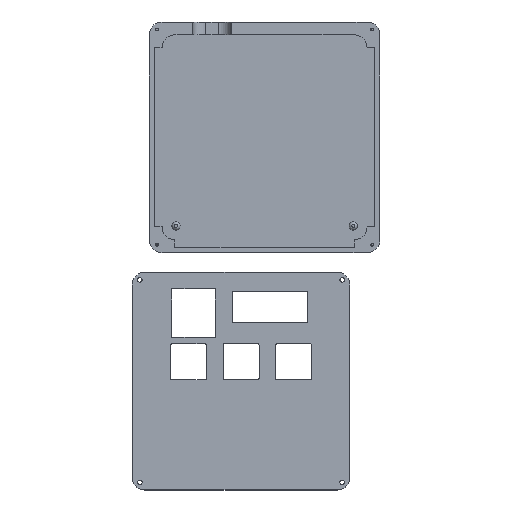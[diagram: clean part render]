
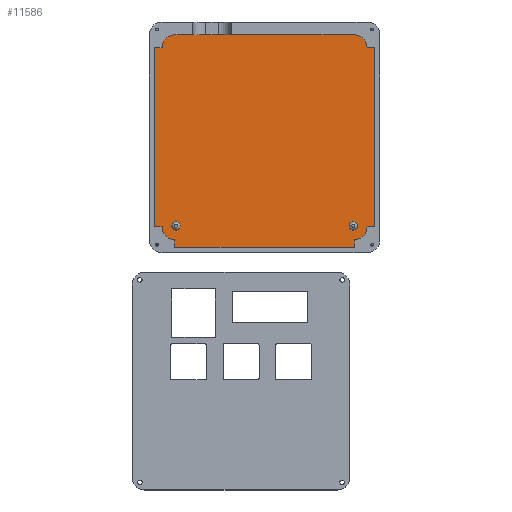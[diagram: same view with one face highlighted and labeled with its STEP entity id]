
A CAD part, top view. The second image highlights one B-rep face of the part: STEP entity #11586.
In plain terms, the highlighted planar face has unit normal (0, 0, 1).
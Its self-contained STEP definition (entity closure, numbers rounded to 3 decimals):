
#307=FACE_BOUND('',#1340,.T.);
#308=FACE_BOUND('',#1341,.T.);
#372=PLANE('',#12272);
#690=FACE_OUTER_BOUND('',#1339,.T.);
#1339=EDGE_LOOP('',(#8228,#8229,#8230,#8231,#8232,#8233,#8234,#8235,#8236,
#8237,#8238,#8239,#8240,#8241));
#1340=EDGE_LOOP('',(#8242));
#1341=EDGE_LOOP('',(#8243));
#1909=CIRCLE('',#12270,5.);
#1911=CIRCLE('',#12273,5.);
#1912=CIRCLE('',#12274,5.);
#1913=CIRCLE('',#12275,5.);
#1914=CIRCLE('',#12276,1.6);
#1915=CIRCLE('',#12277,1.6);
#2996=LINE('',#19532,#3853);
#3002=LINE('',#19544,#3859);
#3004=LINE('',#19547,#3861);
#3010=LINE('',#19564,#3867);
#3012=LINE('',#19570,#3869);
#3015=LINE('',#19575,#3872);
#3022=LINE('',#19593,#3879);
#3024=LINE('',#19599,#3881);
#3027=LINE('',#19604,#3884);
#3032=LINE('',#19625,#3889);
#3853=VECTOR('',#13027,10.);
#3859=VECTOR('',#13035,10.);
#3861=VECTOR('',#13039,10.);
#3867=VECTOR('',#13051,10.);
#3869=VECTOR('',#13055,10.);
#3872=VECTOR('',#13060,10.);
#3879=VECTOR('',#13073,10.);
#3881=VECTOR('',#13077,10.);
#3884=VECTOR('',#13082,10.);
#3889=VECTOR('',#13105,10.);
#4885=VERTEX_POINT('',#19528);
#4887=VERTEX_POINT('',#19531);
#4890=VERTEX_POINT('',#19538);
#4892=VERTEX_POINT('',#19542);
#4898=VERTEX_POINT('',#19558);
#4900=VERTEX_POINT('',#19562);
#4901=VERTEX_POINT('',#19566);
#4903=VERTEX_POINT('',#19569);
#4910=VERTEX_POINT('',#19587);
#4912=VERTEX_POINT('',#19591);
#4913=VERTEX_POINT('',#19595);
#4915=VERTEX_POINT('',#19598);
#4921=VERTEX_POINT('',#19615);
#4923=VERTEX_POINT('',#19623);
#4924=VERTEX_POINT('',#19626);
#4925=VERTEX_POINT('',#19628);
#6228=EDGE_CURVE('',#4885,#4887,#2996,.T.);
#6234=EDGE_CURVE('',#4890,#4892,#3002,.T.);
#6236=EDGE_CURVE('',#4892,#4887,#3004,.T.);
#6244=EDGE_CURVE('',#4898,#4900,#3010,.T.);
#6246=EDGE_CURVE('',#4901,#4903,#3012,.T.);
#6249=EDGE_CURVE('',#4900,#4903,#3015,.T.);
#6258=EDGE_CURVE('',#4910,#4912,#3022,.T.);
#6260=EDGE_CURVE('',#4913,#4915,#3024,.T.);
#6263=EDGE_CURVE('',#4912,#4915,#3027,.T.);
#6269=EDGE_CURVE('',#4921,#4890,#1909,.T.);
#6272=EDGE_CURVE('',#4885,#4910,#1911,.T.);
#6273=EDGE_CURVE('',#4913,#4898,#1912,.T.);
#6274=EDGE_CURVE('',#4901,#4923,#1913,.T.);
#6275=EDGE_CURVE('',#4921,#4923,#3032,.T.);
#6276=EDGE_CURVE('',#4924,#4924,#1914,.T.);
#6277=EDGE_CURVE('',#4925,#4925,#1915,.T.);
#8228=ORIENTED_EDGE('',*,*,#6269,.T.);
#8229=ORIENTED_EDGE('',*,*,#6234,.T.);
#8230=ORIENTED_EDGE('',*,*,#6236,.T.);
#8231=ORIENTED_EDGE('',*,*,#6228,.F.);
#8232=ORIENTED_EDGE('',*,*,#6272,.T.);
#8233=ORIENTED_EDGE('',*,*,#6258,.T.);
#8234=ORIENTED_EDGE('',*,*,#6263,.T.);
#8235=ORIENTED_EDGE('',*,*,#6260,.F.);
#8236=ORIENTED_EDGE('',*,*,#6273,.T.);
#8237=ORIENTED_EDGE('',*,*,#6244,.T.);
#8238=ORIENTED_EDGE('',*,*,#6249,.T.);
#8239=ORIENTED_EDGE('',*,*,#6246,.F.);
#8240=ORIENTED_EDGE('',*,*,#6274,.T.);
#8241=ORIENTED_EDGE('',*,*,#6275,.F.);
#8242=ORIENTED_EDGE('',*,*,#6276,.T.);
#8243=ORIENTED_EDGE('',*,*,#6277,.T.);
#11586=ADVANCED_FACE('',(#690,#307,#308),#372,.T.);
#12270=AXIS2_PLACEMENT_3D('',#19616,#13092,#13093);
#12272=AXIS2_PLACEMENT_3D('',#19620,#13097,#13098);
#12273=AXIS2_PLACEMENT_3D('',#19621,#13099,#13100);
#12274=AXIS2_PLACEMENT_3D('',#19622,#13101,#13102);
#12275=AXIS2_PLACEMENT_3D('',#19624,#13103,#13104);
#12276=AXIS2_PLACEMENT_3D('',#19627,#13106,#13107);
#12277=AXIS2_PLACEMENT_3D('',#19629,#13108,#13109);
#13027=DIRECTION('',(-1.,0.,0.));
#13035=DIRECTION('',(-1.,0.,0.));
#13039=DIRECTION('',(0.,-1.,0.));
#13051=DIRECTION('',(1.,0.,0.));
#13055=DIRECTION('',(1.,0.,0.));
#13060=DIRECTION('',(0.,1.,0.));
#13073=DIRECTION('',(0.,-1.,0.));
#13077=DIRECTION('',(0.,-1.,0.));
#13082=DIRECTION('',(1.,0.,0.));
#13092=DIRECTION('center_axis',(0.,0.,1.));
#13093=DIRECTION('ref_axis',(-0.707,0.707,0.));
#13097=DIRECTION('center_axis',(0.,0.,1.));
#13098=DIRECTION('ref_axis',(1.,0.,0.));
#13099=DIRECTION('center_axis',(0.,0.,1.));
#13100=DIRECTION('ref_axis',(-0.707,-0.707,0.));
#13101=DIRECTION('center_axis',(0.,0.,1.));
#13102=DIRECTION('ref_axis',(0.707,-0.707,0.));
#13103=DIRECTION('center_axis',(0.,0.,1.));
#13104=DIRECTION('ref_axis',(0.707,0.707,0.));
#13105=DIRECTION('',(1.,0.,0.));
#13106=DIRECTION('center_axis',(0.,0.,-1.));
#13107=DIRECTION('ref_axis',(-1.,0.,0.));
#13108=DIRECTION('center_axis',(0.,0.,-1.));
#13109=DIRECTION('ref_axis',(-1.,0.,0.));
#19528=CARTESIAN_POINT('',(0.,5.,3.));
#19531=CARTESIAN_POINT('',(-3.,5.,3.));
#19532=CARTESIAN_POINT('',(0.,5.,3.));
#19538=CARTESIAN_POINT('',(0.,75.,3.));
#19542=CARTESIAN_POINT('',(-3.,75.,3.));
#19544=CARTESIAN_POINT('',(0.,75.,3.));
#19547=CARTESIAN_POINT('',(-3.,20.,3.));
#19558=CARTESIAN_POINT('',(80.,5.,3.));
#19562=CARTESIAN_POINT('',(83.,5.,3.));
#19564=CARTESIAN_POINT('',(80.,5.,3.));
#19566=CARTESIAN_POINT('',(80.,75.,3.));
#19569=CARTESIAN_POINT('',(83.,75.,3.));
#19570=CARTESIAN_POINT('',(80.,75.,3.));
#19575=CARTESIAN_POINT('',(83.,60.,3.));
#19587=CARTESIAN_POINT('',(5.,0.,3.));
#19591=CARTESIAN_POINT('',(5.,-3.,3.));
#19593=CARTESIAN_POINT('',(5.,0.,3.));
#19595=CARTESIAN_POINT('',(75.,0.,3.));
#19598=CARTESIAN_POINT('',(75.,-3.,3.));
#19599=CARTESIAN_POINT('',(75.,0.,3.));
#19604=CARTESIAN_POINT('',(60.,-3.,3.));
#19615=CARTESIAN_POINT('',(5.,80.,3.));
#19616=CARTESIAN_POINT('Origin',(5.,75.,3.));
#19620=CARTESIAN_POINT('Origin',(40.,40.,3.));
#19621=CARTESIAN_POINT('Origin',(5.,5.,3.));
#19622=CARTESIAN_POINT('Origin',(75.,5.,3.));
#19623=CARTESIAN_POINT('',(75.,80.,3.));
#19624=CARTESIAN_POINT('Origin',(75.,75.,3.));
#19625=CARTESIAN_POINT('',(20.,80.,3.));
#19626=CARTESIAN_POINT('',(76.2,5.4,3.));
#19627=CARTESIAN_POINT('Origin',(74.6,5.4,3.));
#19628=CARTESIAN_POINT('',(7.,5.4,3.));
#19629=CARTESIAN_POINT('Origin',(5.4,5.4,3.));
